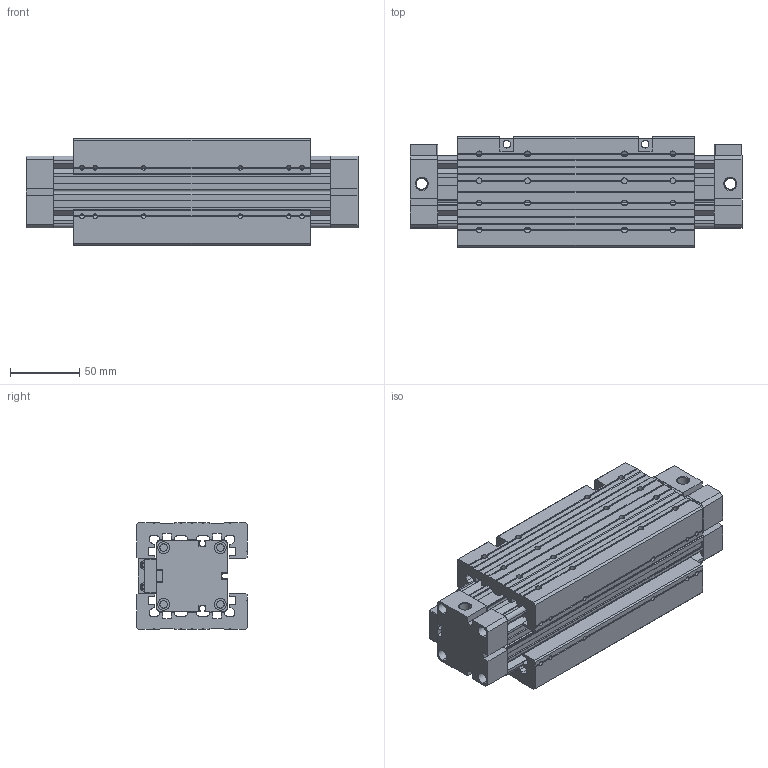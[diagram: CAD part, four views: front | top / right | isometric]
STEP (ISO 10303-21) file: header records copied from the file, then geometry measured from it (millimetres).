
FILE_DESCRIPTION (( 'STEP AP214' ), '1' );
FILE_NAME ('ZFF 32-0 RODLESS CYLINDER.STEP', '2010-08-06T15:37:50', ( '' ), ( '' ), 'SwSTEP 2.0', 'SolidWorks 2010', '' );
FILE_SCHEMA (( 'AUTOMOTIVE_DESIGN' ));
Length unit declared in the file: millimetre
Products named in the file (7): ZS 32  BORU; ZS  32  KAPAK; KIZAKLI  PÝSTON; SIYIRICI; BANT  KAPAÐI; ZF  32  YATAK; ZFF  32-0  RODLESS  CYLINDER
Assembly tree (10 placements, depth 2):
  ZFF  32-0  RODLESS  CYLINDER
    ZF  32  YATAK  x2
    SIYIRICI  x2
    ZS  32  KAPAK  x2
    BANT  KAPAÐI  x2
    KIZAKLI  PÝSTON
    ZS 32  BORU
Bounding box: 240 x 80 x 77 mm (x, y, z)
Volume: 982102.2 mm3; surface area: 263838.4 mm2
Topology: 10 solids, 10 shells, 1124 faces, 3522 edges, 2340 vertices
Faces by surface type: plane 606, cylinder 494, cone 24
Entity records: 25059 total; most frequent: CARTESIAN_POINT 5674, ORIENTED_EDGE 4098, DIRECTION 3603, EDGE_CURVE 2049, VERTEX_POINT 1362, AXIS2_PLACEMENT_3D 1217, LINE 1169, VECTOR 1169
